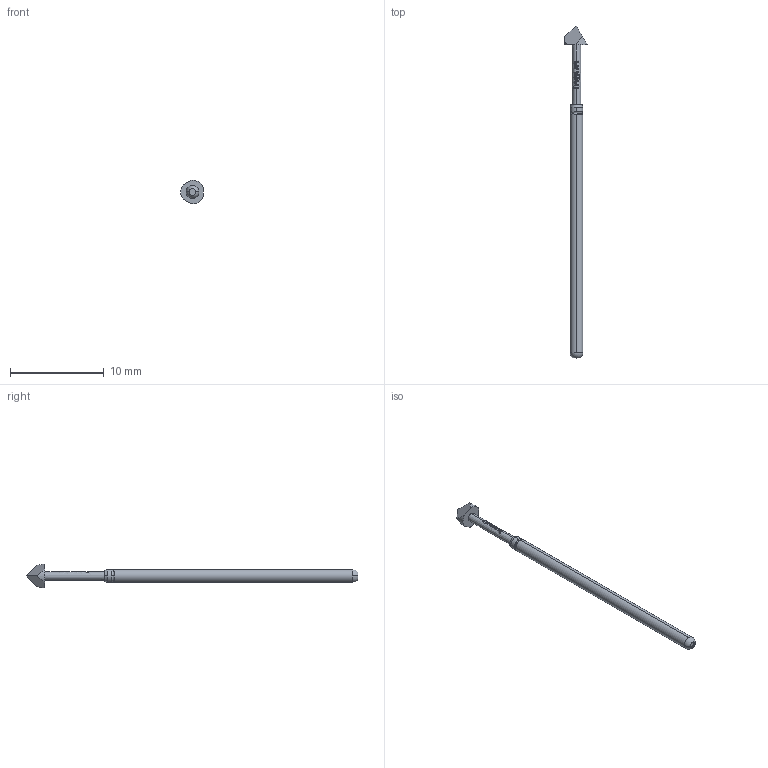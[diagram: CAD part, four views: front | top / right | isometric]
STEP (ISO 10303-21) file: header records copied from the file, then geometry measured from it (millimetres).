
FILE_DESCRIPTION (( 'STEP AP203' ), '1' );
FILE_NAME ('INGUN_GKS-100_307_250_A_xx00_LH.STEP', '2021-10-29T08:56:32', ( 'ochi' ), ( '' ), 'SwSTEP 2.0', 'SolidWorks 2018', '' );
FILE_SCHEMA (( 'CONFIG_CONTROL_DESIGN' ));
Length unit declared in the file: millimetre
Products named in the file (1): INGUN_GKS-100_307_250_A_xx00_LH
Bounding box: 2.4 x 35.4 x 2.5 mm (x, y, z)
Volume: 47.7 mm3; surface area: 151.7 mm2
Topology: 1 solids, 1 shells, 107 faces, 306 edges, 202 vertices
Faces by surface type: bspline 62, cone 21, cylinder 10, torus 6, plane 6, sphere 2
Entity records: 4631 total; most frequent: CARTESIAN_POINT 2375, ORIENTED_EDGE 608, EDGE_CURVE 304, B_SPLINE_CURVE_WITH_KNOTS 222, DIRECTION 209, VERTEX_POINT 202, EDGE_LOOP 110, ADVANCED_FACE 107
